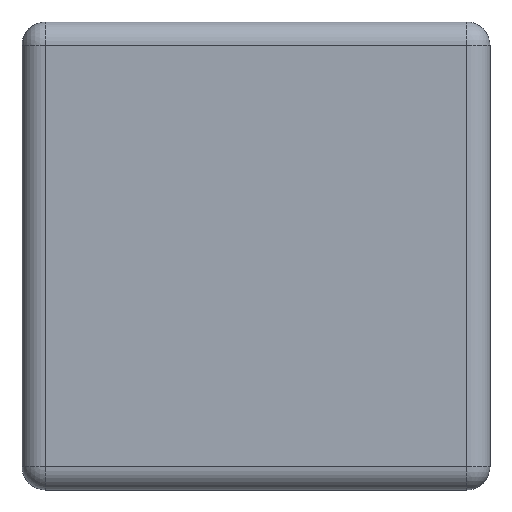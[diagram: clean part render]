
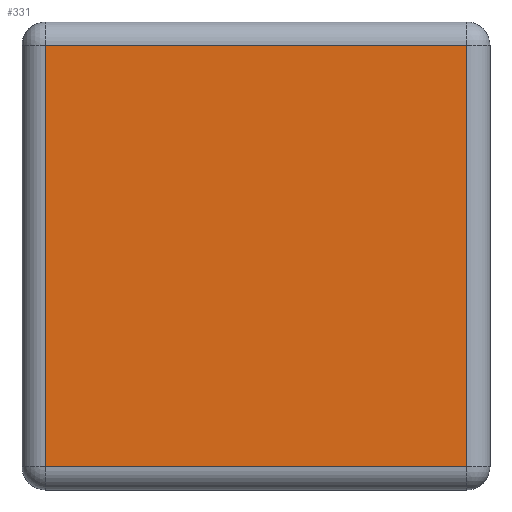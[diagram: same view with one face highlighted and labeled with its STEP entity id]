
A CAD part, left-side view. The second image highlights one B-rep face of the part: STEP entity #331.
In plain terms, the highlighted planar face has unit normal (-1, 0, 0).
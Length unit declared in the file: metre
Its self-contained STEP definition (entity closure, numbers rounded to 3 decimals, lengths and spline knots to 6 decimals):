
#60=ORIENTED_EDGE('',*,*,#156,.T.);
#61=ORIENTED_EDGE('',*,*,#157,.T.);
#62=ORIENTED_EDGE('',*,*,#158,.T.);
#63=ORIENTED_EDGE('',*,*,#159,.T.);
#156=EDGE_CURVE('',#204,#205,#228,.T.);
#157=EDGE_CURVE('',#205,#206,#229,.T.);
#158=EDGE_CURVE('',#206,#207,#230,.F.);
#159=EDGE_CURVE('',#207,#204,#231,.F.);
#204=VERTEX_POINT('',#557);
#205=VERTEX_POINT('',#558);
#206=VERTEX_POINT('',#560);
#207=VERTEX_POINT('',#562);
#228=LINE('',#556,#252);
#229=LINE('',#559,#253);
#230=LINE('',#561,#254);
#231=LINE('',#563,#255);
#252=VECTOR('',#429,1.);
#253=VECTOR('',#430,1.);
#254=VECTOR('',#431,1.);
#255=VECTOR('',#432,1.);
#273=EDGE_LOOP('',(#60,#61,#62,#63));
#299=FACE_BOUND('',#273,.T.);
#325=PLANE('',#370);
#331=ADVANCED_FACE('',(#299),#325,.F.);
#370=AXIS2_PLACEMENT_3D('',#555,#427,#428);
#427=DIRECTION('',(1.,0.,0.));
#428=DIRECTION('',(0.,1.,0.));
#429=DIRECTION('',(0.,0.,-1.));
#430=DIRECTION('',(0.,-1.,0.));
#431=DIRECTION('',(0.,0.,-1.));
#432=DIRECTION('',(0.,-1.,0.));
#555=CARTESIAN_POINT('',(-0.0005,0.,0.001));
#556=CARTESIAN_POINT('',(-0.0005,0.00045,0.));
#557=CARTESIAN_POINT('',(-0.0005,0.00045,0.00095));
#558=CARTESIAN_POINT('',(-0.0005,0.00045,0.00005));
#559=CARTESIAN_POINT('',(-0.0005,0.,0.00005));
#560=CARTESIAN_POINT('',(-0.0005,-0.00045,0.00005));
#561=CARTESIAN_POINT('',(-0.0005,-0.00045,0.001));
#562=CARTESIAN_POINT('',(-0.0005,-0.00045,0.00095));
#563=CARTESIAN_POINT('',(-0.0005,0.0005,0.00095));
